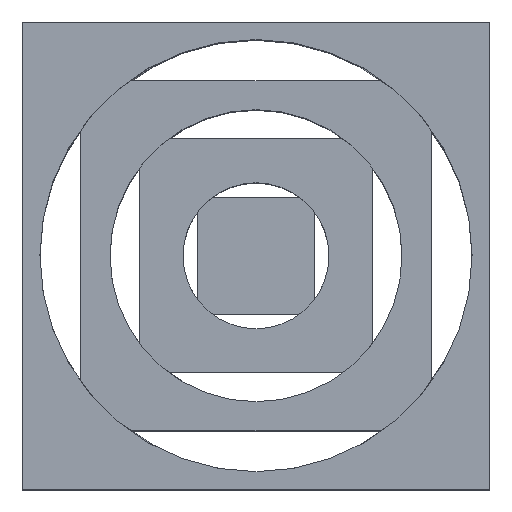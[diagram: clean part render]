
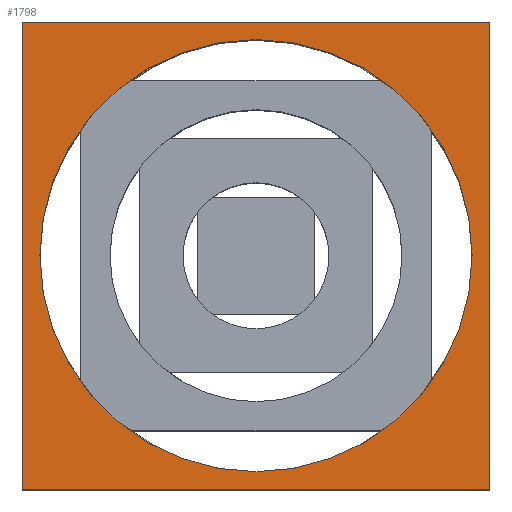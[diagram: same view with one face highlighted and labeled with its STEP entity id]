
A CAD part, top view. The second image highlights one B-rep face of the part: STEP entity #1798.
In plain terms, the highlighted planar face has unit normal (0, 0, 1).
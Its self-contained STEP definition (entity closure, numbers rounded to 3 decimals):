
#1648 = VERTEX_POINT('',#1649);
#1649 = CARTESIAN_POINT('',(-100.,100.,100.));
#1655 = EDGE_CURVE('',#1648,#1656,#1658,.T.);
#1656 = VERTEX_POINT('',#1657);
#1657 = CARTESIAN_POINT('',(-100.,-100.,100.));
#1658 = LINE('',#1659,#1660);
#1659 = CARTESIAN_POINT('',(-100.,100.,100.));
#1660 = VECTOR('',#1661,1.);
#1661 = DIRECTION('',(0.,-1.,0.));
#1692 = VERTEX_POINT('',#1693);
#1693 = CARTESIAN_POINT('',(100.,100.,100.));
#1699 = EDGE_CURVE('',#1692,#1648,#1700,.T.);
#1700 = LINE('',#1701,#1702);
#1701 = CARTESIAN_POINT('',(100.,100.,100.));
#1702 = VECTOR('',#1703,1.);
#1703 = DIRECTION('',(-1.,0.,0.));
#1798 = ADVANCED_FACE('',(#1799,#1817),#1837,.T.);
#1799 = FACE_BOUND('',#1800,.T.);
#1800 = EDGE_LOOP('',(#1801,#1802,#1810,#1816));
#1801 = ORIENTED_EDGE('',*,*,#1655,.T.);
#1802 = ORIENTED_EDGE('',*,*,#1803,.T.);
#1803 = EDGE_CURVE('',#1656,#1804,#1806,.T.);
#1804 = VERTEX_POINT('',#1805);
#1805 = CARTESIAN_POINT('',(100.,-100.,100.));
#1806 = LINE('',#1807,#1808);
#1807 = CARTESIAN_POINT('',(-100.,-100.,100.));
#1808 = VECTOR('',#1809,1.);
#1809 = DIRECTION('',(1.,0.,0.));
#1810 = ORIENTED_EDGE('',*,*,#1811,.T.);
#1811 = EDGE_CURVE('',#1804,#1692,#1812,.T.);
#1812 = LINE('',#1813,#1814);
#1813 = CARTESIAN_POINT('',(100.,-100.,100.));
#1814 = VECTOR('',#1815,1.);
#1815 = DIRECTION('',(0.,1.,0.));
#1816 = ORIENTED_EDGE('',*,*,#1699,.T.);
#1817 = FACE_BOUND('',#1818,.T.);
#1818 = EDGE_LOOP('',(#1819,#1830));
#1819 = ORIENTED_EDGE('',*,*,#1820,.F.);
#1820 = EDGE_CURVE('',#1821,#1823,#1825,.T.);
#1821 = VERTEX_POINT('',#1822);
#1822 = CARTESIAN_POINT('',(92.5,0.,100.));
#1823 = VERTEX_POINT('',#1824);
#1824 = CARTESIAN_POINT('',(-92.5,0.,100.));
#1825 = CIRCLE('',#1826,92.5);
#1826 = AXIS2_PLACEMENT_3D('',#1827,#1828,#1829);
#1827 = CARTESIAN_POINT('',(0.,0.,100.));
#1828 = DIRECTION('',(0.,0.,1.));
#1829 = DIRECTION('',(1.,0.,0.));
#1830 = ORIENTED_EDGE('',*,*,#1831,.F.);
#1831 = EDGE_CURVE('',#1823,#1821,#1832,.T.);
#1832 = CIRCLE('',#1833,92.5);
#1833 = AXIS2_PLACEMENT_3D('',#1834,#1835,#1836);
#1834 = CARTESIAN_POINT('',(0.,0.,100.));
#1835 = DIRECTION('',(0.,0.,1.));
#1836 = DIRECTION('',(1.,0.,0.));
#1837 = PLANE('',#1838);
#1838 = AXIS2_PLACEMENT_3D('',#1839,#1840,#1841);
#1839 = CARTESIAN_POINT('',(0.,0.,100.));
#1840 = DIRECTION('',(0.,0.,1.));
#1841 = DIRECTION('',(1.,0.,0.));
